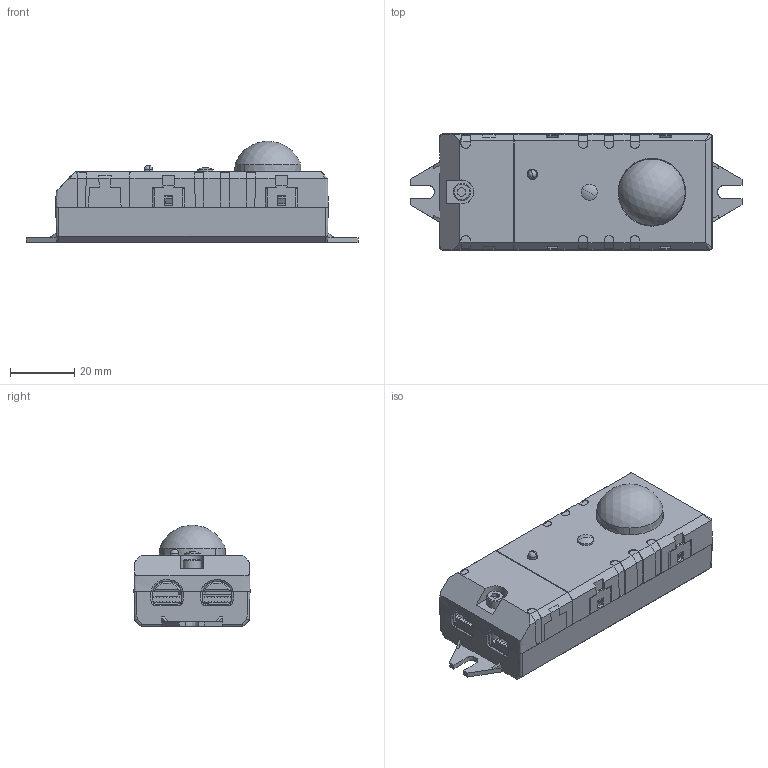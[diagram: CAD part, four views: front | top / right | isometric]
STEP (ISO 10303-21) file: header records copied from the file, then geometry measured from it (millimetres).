
FILE_DESCRIPTION(('Creo Elements/Direct Modeling STEP Export'),'2;1');
FILE_NAME('186668_EEG_a_K39.1-Multisensor groß.stp','2017-09-12T15:04:41',(''),(''),'PTC Creo Elements/Direct Modeling STEP processor for AP214 (Solid Model)','PTC Creo Elements/Direct Modeling 19.0E 27-Jun-2016 (C) Parametric Technology GmbH','');
FILE_SCHEMA(('AUTOMOTIVE_DESIGN { 1 0 10303 214 1 1 1 1 }'));
Length unit declared in the file: millimetre
Products named in the file (29): Leiterkarte; Leiterkarte_Top_Multisensor_HB; Skin_Group1.3; Skin_Group12; Skin_Group10; Skin_Group3; Skin_Group1.1; Skin_Group1.2; Skin_Group23; Skin_Group1; Skin_Group6; Skin_Group5; Skin_Group15; Skin_Group7; Skin_Group8; Skin_Group2; Skin_Group9; Skin_Group2.2; Skin_Group2.1; Skin_Group4; Skin_Group11; Skin_Group2.3; Lite_Line_Mini; Pipelight; LED-158347; WL_VZ_LONGDISTANCEDETECTIONTYPE.prt; 603353_EEG_ESensor_PIR_long_distance_6_uA; Schraube_M3x10_DIN_7500_E; Assembly-1
Assembly tree (27 placements, depth 3):
  Leiterkarte_Top_Multisensor_HB
    Leiterkarte
  Assembly-1
    Schraube_M3x10_DIN_7500_E
    603353_EEG_ESensor_PIR_long_distance_6_uA
      WL_VZ_LONGDISTANCEDETECTIONTYPE.prt
    LED-158347
    Pipelight
    Lite_Line_Mini
      Skin_Group2.3
      Skin_Group11
      Skin_Group4
      Skin_Group2.1
      Skin_Group2.2
      Skin_Group9
      Skin_Group2
      Skin_Group8
      Skin_Group7
      Skin_Group15
      Skin_Group5
      Skin_Group6
      Skin_Group1
      Skin_Group23
      Skin_Group1.2
      Skin_Group1.1
      Skin_Group3
      Skin_Group10
      Skin_Group12
      Skin_Group1.3
Bounding box: 103 x 36 x 31.41 mm (x, y, z)
Volume: 13707.4 mm3; surface area: 35111.3 mm2
Topology: 7 solids, 46 shells, 1224 faces, 3194 edges, 1939 vertices
Faces by surface type: plane 1022, bspline 79, cylinder 74, cone 25, extrusion 15, torus 6, sphere 3
Entity records: 55878 total; most frequent: CARTESIAN_POINT 17043, ORIENTED_EDGE 6123, DIRECTION 5404, EDGE_CURVE 3184, VECTOR 2672, LINE 2657, VERTEX_POINT 1939, AXIS2_PLACEMENT_3D 1366
